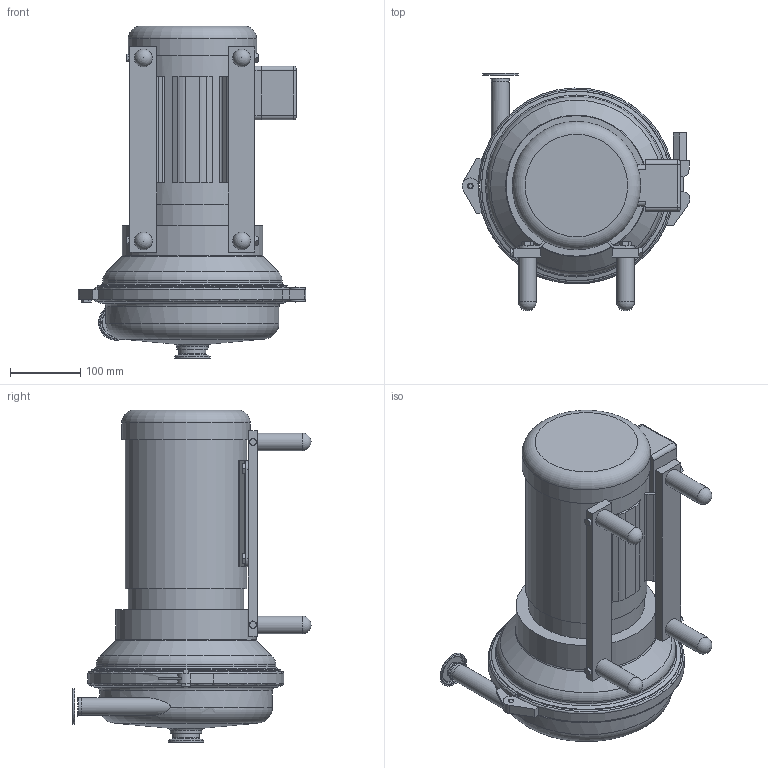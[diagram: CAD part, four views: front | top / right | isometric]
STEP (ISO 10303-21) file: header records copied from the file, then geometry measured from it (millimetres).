
FILE_DESCRIPTION(/* description */ (''),/* implementation_level */ '2;1');
FILE_NAME(/* name */ 'W+_W+50-8_143TC_1.5x1.0_S-Line_1HP_SM.stp',/* time_stamp */ '2020-09-02T11:54:23+05:00',/* author */ ('KRXREM'),/* organization */ (''),/* preprocessor_version */ 'ST-DEVELOPER v17',/* originating_system */ 'Autodesk Inventor 2018',/* authorisation */ '');
FILE_SCHEMA (('AUTOMOTIVE_DESIGN { 1 0 10303 214 3 1 1 }'));
Length unit declared in the file: inch
Products named in the file (1): W+_W+50-8_143TC_1.5x1.0_S-Line_1HP_SM
Bounding box: 323.76 x 338.5 x 472.15 mm (x, y, z)
Volume: 14821216.8 mm3; surface area: 523427.8 mm2
Topology: 1 solids, 1 shells, 443 faces, 1168 edges, 755 vertices
Faces by surface type: plane 232, cone 78, cylinder 67, bspline 42, torus 20, sphere 4
Full cylindrical faces by diameter (mm): 7.938 x1, 8 x1, 9.652 x2, 10 x1, 22.098 x1, 25.4 x4, 25.527 x1, 25.6 x1, 34.798 x1, 38.227 x1, 50.394 x2, 164.846 x1, 172.974 x1, 182.626 x1, 200 x1, 246 x1, 255 x1, 270 x1
Entity records: 14343 total; most frequent: CARTESIAN_POINT 3405, ORIENTED_EDGE 2328, DIRECTION 2096, EDGE_CURVE 1164, VERTEX_POINT 755, AXIS2_PLACEMENT_3D 753, LINE 590, VECTOR 590
